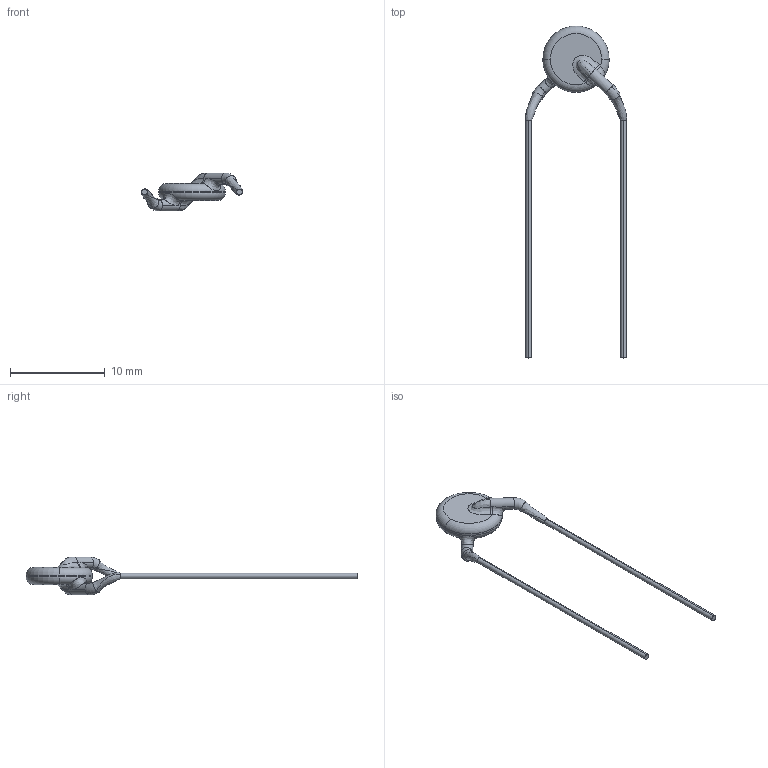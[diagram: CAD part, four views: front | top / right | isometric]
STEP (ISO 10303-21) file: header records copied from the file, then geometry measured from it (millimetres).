
FILE_DESCRIPTION (( 'STEP AP214' ), '1' );
FILE_NAME ('DE11XRA100KN4AP01F.STEP', '2020-01-22T13:12:02', ( '' ), ( '' ), 'SwSTEP 2.0', 'SolidWorks 2018', '' );
FILE_SCHEMA (( 'AUTOMOTIVE_DESIGN' ));
Length unit declared in the file: millimetre
Products named in the file (1): DE11XRA100KN4AP01F
Bounding box: 10.65 x 35 x 4 mm (x, y, z)
Volume: 94 mm3; surface area: 238.9 mm2
Topology: 3 solids, 3 shells, 42 faces, 92 edges, 56 vertices
Faces by surface type: cylinder 14, bspline 12, plane 8, torus 8
Entity records: 3266 total; most frequent: CARTESIAN_POINT 2335, ORIENTED_EDGE 184, DIRECTION 180, EDGE_CURVE 92, AXIS2_PLACEMENT_3D 81, VERTEX_POINT 56, CIRCLE 50, FACE_OUTER_BOUND 42
